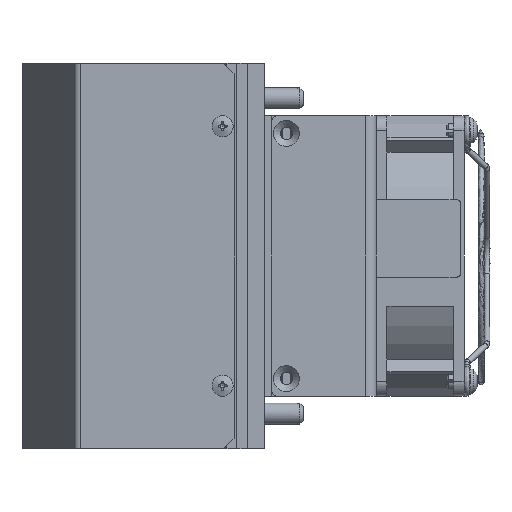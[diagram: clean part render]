
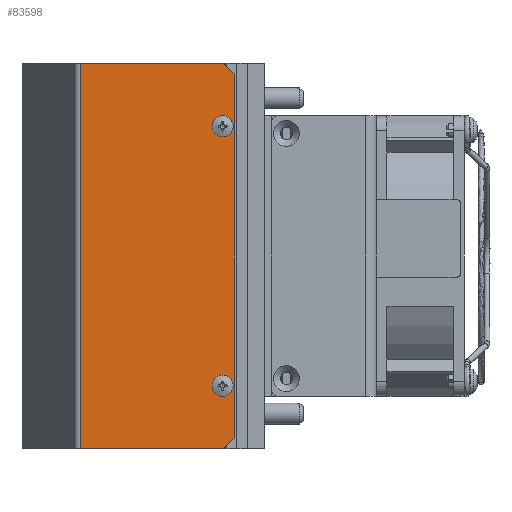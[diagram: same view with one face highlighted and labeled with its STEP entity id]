
A CAD part, left-side view. The second image highlights one B-rep face of the part: STEP entity #83598.
In plain terms, the highlighted planar face has unit normal (-1, 0, 0).
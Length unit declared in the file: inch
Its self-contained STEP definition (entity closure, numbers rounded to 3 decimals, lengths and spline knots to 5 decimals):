
#1288 = FACE_OUTER_BOUND ( 'NONE', #114062, .T. ) ;
#4843 = VERTEX_POINT ( 'NONE', #154089 ) ;
#7864 = ORIENTED_EDGE ( 'NONE', *, *, #121580, .T. ) ;
#8789 = AXIS2_PLACEMENT_3D ( 'NONE', #150513, #124437, #162295 ) ;
#9701 = CARTESIAN_POINT ( 'NONE',  ( -5.94488, 0.05118, 0.11811 ) ) ;
#12388 = DIRECTION ( 'NONE',  ( 0., 0., -1. ) ) ;
#13165 = VECTOR ( 'NONE', #87808, 39.37008 ) ;
#13248 = CARTESIAN_POINT ( 'NONE',  ( -5.94488, 0.05118, 0. ) ) ;
#14842 = FACE_BOUND ( 'NONE', #134635, .T. ) ;
#15308 = CARTESIAN_POINT ( 'NONE',  ( -5.94488, 0.24803, 3.62205 ) ) ;
#15669 = PLANE ( 'NONE',  #30581 ) ;
#21984 = ORIENTED_EDGE ( 'NONE', *, *, #58620, .T. ) ;
#24288 = CARTESIAN_POINT ( 'NONE',  ( -5.94488, 1.77643, 0. ) ) ;
#25625 = DIRECTION ( 'NONE',  ( 0., 0., -1. ) ) ;
#27281 = VERTEX_POINT ( 'NONE', #147455 ) ;
#30581 = AXIS2_PLACEMENT_3D ( 'NONE', #141527, #64626, #67085 ) ;
#31032 = CIRCLE ( 'NONE', #136198, 0.0689 ) ;
#36370 = CARTESIAN_POINT ( 'NONE',  ( -5.94488, 0.05118, 4.33071 ) ) ;
#37429 = LINE ( 'NONE', #90547, #139351 ) ;
#37696 = LINE ( 'NONE', #115428, #38779 ) ;
#37766 = LINE ( 'NONE', #13248, #143239 ) ;
#38493 = FACE_BOUND ( 'NONE', #156697, .T. ) ;
#38779 = VECTOR ( 'NONE', #49474, 39.37008 ) ;
#41452 = VERTEX_POINT ( 'NONE', #15308 ) ;
#42299 = VERTEX_POINT ( 'NONE', #71637 ) ;
#49474 = DIRECTION ( 'NONE',  ( 0., 0.707, 0.707 ) ) ;
#58620 = EDGE_CURVE ( 'NONE', #116551, #99876, #164100, .T. ) ;
#58647 = DIRECTION ( 'NONE',  ( 0., -0.707, 0.707 ) ) ;
#60309 = ORIENTED_EDGE ( 'NONE', *, *, #152239, .F. ) ;
#61347 = CARTESIAN_POINT ( 'NONE',  ( -5.94488, 0.16929, 0. ) ) ;
#64626 = DIRECTION ( 'NONE',  ( 1., 0., 0. ) ) ;
#64718 = DIRECTION ( 'NONE',  ( 0., -1., 0. ) ) ;
#65014 = EDGE_CURVE ( 'NONE', #27281, #4843, #167058, .T. ) ;
#67085 = DIRECTION ( 'NONE',  ( 0., 1., 0. ) ) ;
#69725 = ORIENTED_EDGE ( 'NONE', *, *, #65014, .F. ) ;
#71637 = CARTESIAN_POINT ( 'NONE',  ( -5.94488, 0.05118, 4.2126 ) ) ;
#77735 = VERTEX_POINT ( 'NONE', #90413 ) ;
#79683 = VECTOR ( 'NONE', #58647, 39.37008 ) ;
#80418 = CARTESIAN_POINT ( 'NONE',  ( -5.94488, 0.05118, 0.11811 ) ) ;
#83598 = ADVANCED_FACE ( 'NONE', ( #38493, #14842, #1288 ), #15669, .F. ) ;
#84820 = EDGE_CURVE ( 'NONE', #42299, #4843, #37696, .T. ) ;
#87808 = DIRECTION ( 'NONE',  ( 0., -1., 0. ) ) ;
#90413 = CARTESIAN_POINT ( 'NONE',  ( -5.94488, 0.24803, 0.70866 ) ) ;
#90547 = CARTESIAN_POINT ( 'NONE',  ( -5.94488, 1.77643, 4.33071 ) ) ;
#91368 = EDGE_CURVE ( 'NONE', #77735, #77735, #103188, .T. ) ;
#91417 = DIRECTION ( 'NONE',  ( 1., 0., 0. ) ) ;
#99876 = VERTEX_POINT ( 'NONE', #80418 ) ;
#101050 = LINE ( 'NONE', #139885, #155655 ) ;
#103188 = CIRCLE ( 'NONE', #8789, 0.0689 ) ;
#104108 = CARTESIAN_POINT ( 'NONE',  ( -5.94488, 0.17913, 3.62205 ) ) ;
#107503 = ORIENTED_EDGE ( 'NONE', *, *, #125314, .T. ) ;
#109711 = ORIENTED_EDGE ( 'NONE', *, *, #84820, .T. ) ;
#114062 = EDGE_LOOP ( 'NONE', ( #60309, #109711, #69725, #107503, #116909, #21984 ) ) ;
#115428 = CARTESIAN_POINT ( 'NONE',  ( -5.94488, 0.16929, 4.33071 ) ) ;
#116551 = VERTEX_POINT ( 'NONE', #61347 ) ;
#116909 = ORIENTED_EDGE ( 'NONE', *, *, #159490, .T. ) ;
#121580 = EDGE_CURVE ( 'NONE', #41452, #41452, #31032, .T. ) ;
#124437 = DIRECTION ( 'NONE',  ( 1., 0., 0. ) ) ;
#125314 = EDGE_CURVE ( 'NONE', #27281, #136717, #37429, .T. ) ;
#128394 = ORIENTED_EDGE ( 'NONE', *, *, #91368, .T. ) ;
#134635 = EDGE_LOOP ( 'NONE', ( #7864 ) ) ;
#136198 = AXIS2_PLACEMENT_3D ( 'NONE', #104108, #91417, #142120 ) ;
#136717 = VERTEX_POINT ( 'NONE', #24288 ) ;
#139351 = VECTOR ( 'NONE', #25625, 39.37008 ) ;
#139885 = CARTESIAN_POINT ( 'NONE',  ( -5.94488, 0.05118, 4.33071 ) ) ;
#141527 = CARTESIAN_POINT ( 'NONE',  ( -5.94488, 0.05118, 4.33071 ) ) ;
#142120 = DIRECTION ( 'NONE',  ( 0., 1., 0. ) ) ;
#143239 = VECTOR ( 'NONE', #64718, 39.37008 ) ;
#147455 = CARTESIAN_POINT ( 'NONE',  ( -5.94488, 1.77643, 4.33071 ) ) ;
#150513 = CARTESIAN_POINT ( 'NONE',  ( -5.94488, 0.17913, 0.70866 ) ) ;
#152239 = EDGE_CURVE ( 'NONE', #42299, #99876, #101050, .T. ) ;
#154089 = CARTESIAN_POINT ( 'NONE',  ( -5.94488, 0.16929, 4.33071 ) ) ;
#155655 = VECTOR ( 'NONE', #12388, 39.37008 ) ;
#156697 = EDGE_LOOP ( 'NONE', ( #128394 ) ) ;
#159490 = EDGE_CURVE ( 'NONE', #136717, #116551, #37766, .T. ) ;
#162295 = DIRECTION ( 'NONE',  ( 0., 1., 0. ) ) ;
#164100 = LINE ( 'NONE', #9701, #79683 ) ;
#167058 = LINE ( 'NONE', #36370, #13165 ) ;
